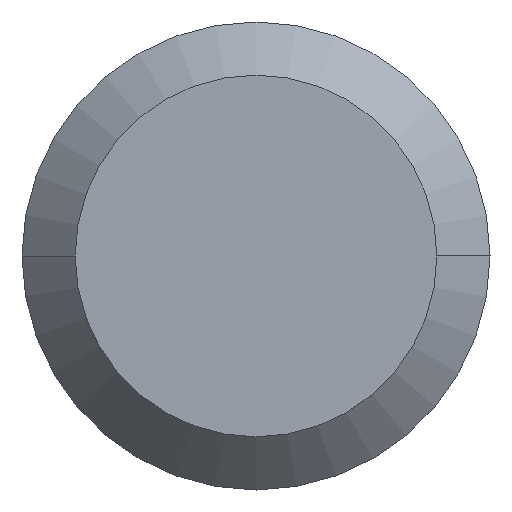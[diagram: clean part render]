
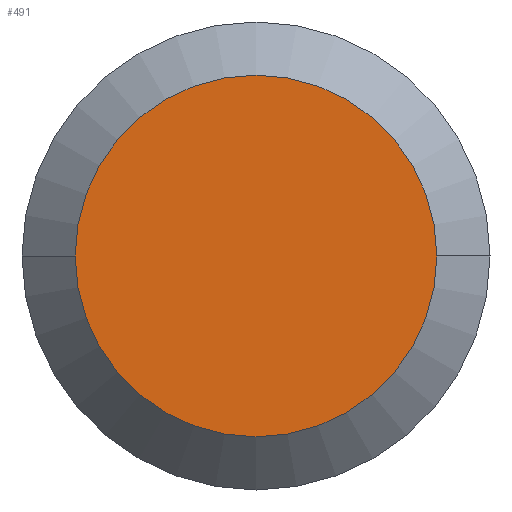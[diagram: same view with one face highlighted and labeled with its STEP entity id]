
A CAD part, front view. The second image highlights one B-rep face of the part: STEP entity #491.
In plain terms, the highlighted planar face has unit normal (0, -1, 0).
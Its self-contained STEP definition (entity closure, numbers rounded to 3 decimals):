
#131=CARTESIAN_POINT('',(0.,-90.,0.));
#132=DIRECTION('',(0.,-1.,0.));
#133=DIRECTION('',(-1.,0.,0.));
#134=AXIS2_PLACEMENT_3D('',#131,#132,#133);
#145=CARTESIAN_POINT('',(0.,-90.,0.));
#146=DIRECTION('',(0.,-1.,0.));
#147=DIRECTION('',(1.,0.,0.));
#148=AXIS2_PLACEMENT_3D('',#145,#146,#147);
#187=CARTESIAN_POINT('',(-0.85,-90.,
0.));
#189=VERTEX_POINT('',#187);
#191=CARTESIAN_POINT('',(0.85,-90.,
0.));
#193=VERTEX_POINT('',#191);
#482=CARTESIAN_POINT('',(0.,-90.,0.));
#483=DIRECTION('',(0.,-1.,0.));
#484=DIRECTION('',(-1.,0.,0.));
#485=AXIS2_PLACEMENT_3D('',#482,#483,#484);
#486=PLANE('',#485);
#487=ORIENTED_EDGE('',*,*,#428,.F.);
#488=ORIENTED_EDGE('',*,*,#450,.F.);
#489=EDGE_LOOP('',(#487,#488));
#490=FACE_OUTER_BOUND('',#489,.F.);
#491=ADVANCED_FACE('',(#490),#486,.T.);
#135=CIRCLE('',#134,0.85);
#149=CIRCLE('',#148,0.85);
#428=EDGE_CURVE('',#189,#193,#135,.T.);
#450=EDGE_CURVE('',#193,#189,#149,.T.);
